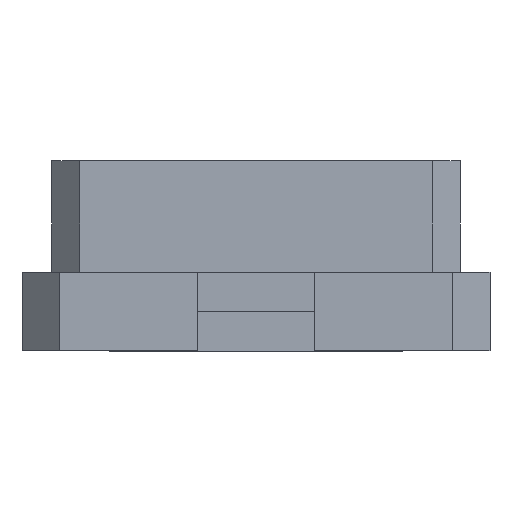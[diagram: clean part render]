
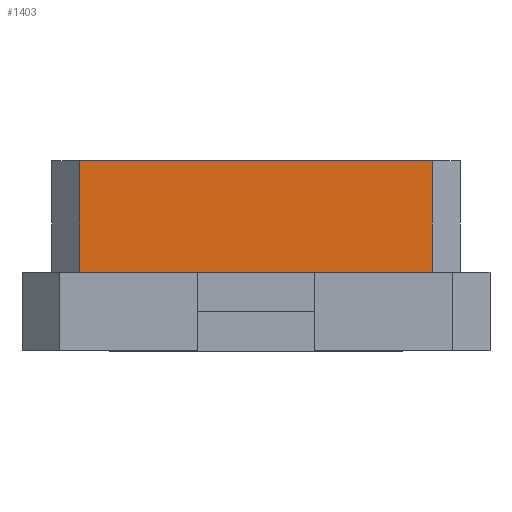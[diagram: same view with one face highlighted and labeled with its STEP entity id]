
A CAD part, left-side view. The second image highlights one B-rep face of the part: STEP entity #1403.
In plain terms, the highlighted planar face has unit normal (-1, 0, 0).
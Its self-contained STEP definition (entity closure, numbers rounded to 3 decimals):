
#621 = EDGE_CURVE('',#622,#624,#626,.T.);
#622 = VERTEX_POINT('',#623);
#623 = CARTESIAN_POINT('',(-2.159,-1.208,1.303));
#624 = VERTEX_POINT('',#625);
#625 = CARTESIAN_POINT('',(-2.159,1.205,1.303));
#626 = LINE('',#627,#628);
#627 = CARTESIAN_POINT('',(-2.159,1.599,1.303));
#628 = VECTOR('',#629,1.);
#629 = DIRECTION('',(0.,1.,0.));
#1050 = VERTEX_POINT('',#1051);
#1051 = CARTESIAN_POINT('',(-2.159,-1.208,0.541));
#1057 = EDGE_CURVE('',#1050,#1058,#1060,.T.);
#1058 = VERTEX_POINT('',#1059);
#1059 = CARTESIAN_POINT('',(-2.159,1.205,0.541));
#1060 = LINE('',#1061,#1062);
#1061 = CARTESIAN_POINT('',(-2.159,1.599,0.541));
#1062 = VECTOR('',#1063,1.);
#1063 = DIRECTION('',(0.,1.,0.));
#1403 = ADVANCED_FACE('',(#1404),#1420,.F.);
#1404 = FACE_BOUND('',#1405,.T.);
#1405 = EDGE_LOOP('',(#1406,#1407,#1413,#1414));
#1406 = ORIENTED_EDGE('',*,*,#1057,.F.);
#1407 = ORIENTED_EDGE('',*,*,#1408,.T.);
#1408 = EDGE_CURVE('',#1050,#622,#1409,.T.);
#1409 = LINE('',#1410,#1411);
#1410 = CARTESIAN_POINT('',(-2.159,-1.208,0.541));
#1411 = VECTOR('',#1412,1.);
#1412 = DIRECTION('',(0.,0.,1.));
#1413 = ORIENTED_EDGE('',*,*,#621,.T.);
#1414 = ORIENTED_EDGE('',*,*,#1415,.T.);
#1415 = EDGE_CURVE('',#624,#1058,#1416,.T.);
#1416 = LINE('',#1417,#1418);
#1417 = CARTESIAN_POINT('',(-2.159,1.205,0.541));
#1418 = VECTOR('',#1419,1.);
#1419 = DIRECTION('',(0.,0.,-1.));
#1420 = PLANE('',#1421);
#1421 = AXIS2_PLACEMENT_3D('',#1422,#1423,#1424);
#1422 = CARTESIAN_POINT('',(-2.159,1.599,0.541));
#1423 = DIRECTION('',(1.,0.,0.));
#1424 = DIRECTION('',(0.,1.,0.));
